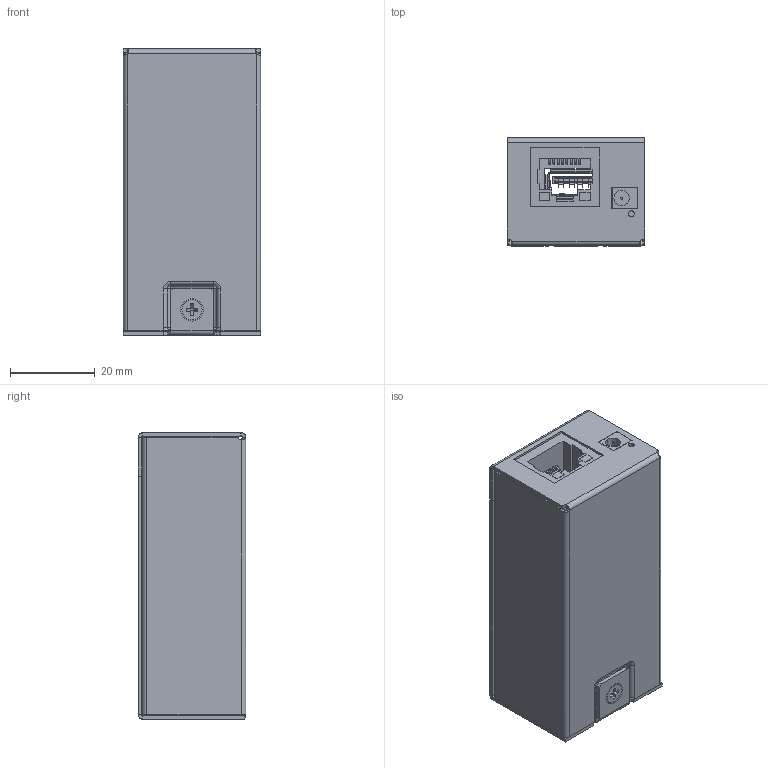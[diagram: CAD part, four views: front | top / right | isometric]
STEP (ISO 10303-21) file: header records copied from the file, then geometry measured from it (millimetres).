
FILE_DESCRIPTION (( 'STEP AP214' ), '1' );
FILE_NAME ('USB2-C5-LCND492-REMOTE.STEP', '2020-09-03T15:50:16', ( '' ), ( '' ), 'SwSTEP 2.0', 'SolidWorks 2011', '' );
FILE_SCHEMA (( 'AUTOMOTIVE_DESIGN' ));
Length unit declared in the file: inch
Products named in the file (1): USB2-C5-LCND492-REMOTE
Bounding box: 32.35 x 25.4 x 67.6 mm (x, y, z)
Surface area: 20242.3 mm2 (no closed solid volume)
Topology: 0 solids, 19 shells, 321 faces, 1240 edges, 921 vertices
Faces by surface type: plane 188, cylinder 80, bspline 49, torus 4
Entity records: 17827 total; most frequent: CARTESIAN_POINT 3627, DIRECTION 2011, ORIENTED_EDGE 1803, EDGE_CURVE 1236, VERTEX_POINT 921, LINE 799, VECTOR 799, AXIS2_PLACEMENT_3D 606
